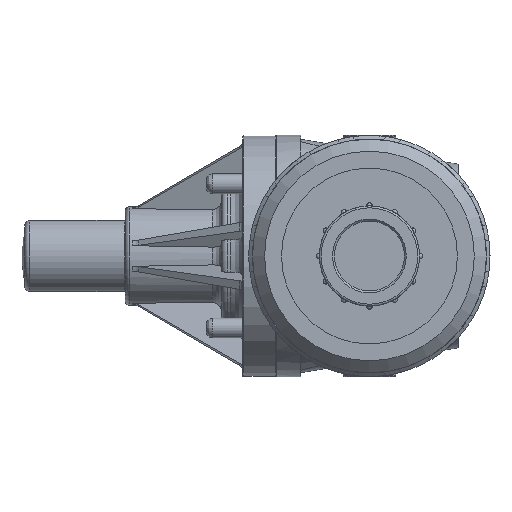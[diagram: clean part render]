
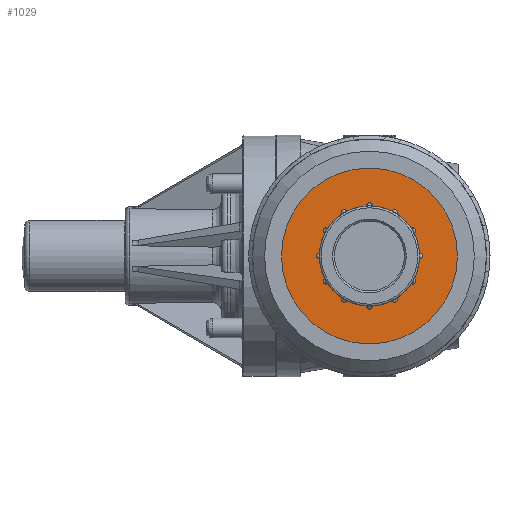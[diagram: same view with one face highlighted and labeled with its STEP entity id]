
A CAD part, left-side view. The second image highlights one B-rep face of the part: STEP entity #1029.
In plain terms, the highlighted planar face has unit normal (-1, 0, 0).
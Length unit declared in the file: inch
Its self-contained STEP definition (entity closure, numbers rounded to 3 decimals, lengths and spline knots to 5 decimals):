
#795=CARTESIAN_POINT('',(-3.5215,2.63436,0.));
#796=DIRECTION('',(-1.0,0.0,0.0));
#797=DIRECTION('',(0.0,0.0,-1.0));
#798=AXIS2_PLACEMENT_3D('',#795,#796,#797);
#799=PLANE('',#798);
#800=CARTESIAN_POINT('',(-3.5215,2.9283,0.));
#801=VERTEX_POINT('',#800);
#802=CARTESIAN_POINT('',(-3.5215,1.4733,0.));
#803=DIRECTION('',(-1.0,0.0,0.0));
#804=DIRECTION('',(0.0,-1.0,0.0));
#805=AXIS2_PLACEMENT_3D('',#802,#803,#804);
#806=CIRCLE('',#805,1.455);
#807=EDGE_CURVE('',#801,#801,#806,.T.);
#808=ORIENTED_EDGE('',*,*,#807,.T.);
#809=EDGE_LOOP('',(#808));
#810=FACE_OUTER_BOUND('',#809,.T.);
#811=CARTESIAN_POINT('',(-3.5215,2.21543,0.37167));
#812=VERTEX_POINT('',#811);
#813=CARTESIAN_POINT('',(-3.5215,2.16624,0.45687));
#814=VERTEX_POINT('',#813);
#815=CARTESIAN_POINT('',(-3.5215,2.1921,0.415));
#816=DIRECTION('',(1.0,0.,0.));
#817=DIRECTION('',(0.,0.866,0.5));
#818=AXIS2_PLACEMENT_3D('',#815,#816,#817);
#819=CIRCLE('',#818,0.04921);
#820=EDGE_CURVE('',#812,#814,#819,.T.);
#821=ORIENTED_EDGE('',*,*,#820,.T.);
#822=CARTESIAN_POINT('',(-3.5215,1.93017,0.69294));
#823=VERTEX_POINT('',#822);
#824=CARTESIAN_POINT('',(-3.5215,1.4733,0.));
#825=DIRECTION('',(-1.0,0.0,0.0));
#826=DIRECTION('',(0.0,1.0,0.0));
#827=AXIS2_PLACEMENT_3D('',#824,#825,#826);
#828=CIRCLE('',#827,0.83);
#829=EDGE_CURVE('',#823,#814,#828,.T.);
#830=ORIENTED_EDGE('',*,*,#829,.F.);
#831=CARTESIAN_POINT('',(-3.5215,1.84497,0.74213));
#832=VERTEX_POINT('',#831);
#833=CARTESIAN_POINT('',(-3.5215,1.8883,0.7188));
#834=DIRECTION('',(1.,0.,0.));
#835=DIRECTION('',(0.,0.5,0.866));
#836=AXIS2_PLACEMENT_3D('',#833,#834,#835);
#837=CIRCLE('',#836,0.04921);
#838=EDGE_CURVE('',#823,#832,#837,.T.);
#839=ORIENTED_EDGE('',*,*,#838,.T.);
#840=CARTESIAN_POINT('',(-3.5215,1.52249,0.82854));
#841=VERTEX_POINT('',#840);
#842=CARTESIAN_POINT('',(-3.5215,1.4733,0.));
#843=DIRECTION('',(-1.0,0.0,0.0));
#844=DIRECTION('',(0.0,1.0,0.0));
#845=AXIS2_PLACEMENT_3D('',#842,#843,#844);
#846=CIRCLE('',#845,0.83);
#847=EDGE_CURVE('',#841,#832,#846,.T.);
#848=ORIENTED_EDGE('',*,*,#847,.F.);
#849=CARTESIAN_POINT('',(-3.5215,1.42411,0.82854));
#850=VERTEX_POINT('',#849);
#851=CARTESIAN_POINT('',(-3.5215,1.4733,0.83));
#852=DIRECTION('',(1.0,0.0,0.0));
#853=DIRECTION('',(0.0,0.0,1.0));
#854=AXIS2_PLACEMENT_3D('',#851,#852,#853);
#855=CIRCLE('',#854,0.04921);
#856=EDGE_CURVE('',#841,#850,#855,.T.);
#857=ORIENTED_EDGE('',*,*,#856,.T.);
#858=CARTESIAN_POINT('',(-3.5215,1.10163,0.74213));
#859=VERTEX_POINT('',#858);
#860=CARTESIAN_POINT('',(-3.5215,1.4733,0.));
#861=DIRECTION('',(-1.0,0.0,0.0));
#862=DIRECTION('',(0.0,1.0,0.0));
#863=AXIS2_PLACEMENT_3D('',#860,#861,#862);
#864=CIRCLE('',#863,0.83);
#865=EDGE_CURVE('',#859,#850,#864,.T.);
#866=ORIENTED_EDGE('',*,*,#865,.F.);
#867=CARTESIAN_POINT('',(-3.5215,1.01643,0.69294));
#868=VERTEX_POINT('',#867);
#869=CARTESIAN_POINT('',(-3.5215,1.0583,0.7188));
#870=DIRECTION('',(1.,0.,0.));
#871=DIRECTION('',(0.,-0.5,0.866));
#872=AXIS2_PLACEMENT_3D('',#869,#870,#871);
#873=CIRCLE('',#872,0.04921);
#874=EDGE_CURVE('',#859,#868,#873,.T.);
#875=ORIENTED_EDGE('',*,*,#874,.T.);
#876=CARTESIAN_POINT('',(-3.5215,0.78036,0.45687));
#877=VERTEX_POINT('',#876);
#878=CARTESIAN_POINT('',(-3.5215,1.4733,0.));
#879=DIRECTION('',(-1.0,0.0,0.0));
#880=DIRECTION('',(0.0,1.0,0.0));
#881=AXIS2_PLACEMENT_3D('',#878,#879,#880);
#882=CIRCLE('',#881,0.83);
#883=EDGE_CURVE('',#877,#868,#882,.T.);
#884=ORIENTED_EDGE('',*,*,#883,.F.);
#885=CARTESIAN_POINT('',(-3.5215,0.73117,0.37167));
#886=VERTEX_POINT('',#885);
#887=CARTESIAN_POINT('',(-3.5215,0.7545,0.415));
#888=DIRECTION('',(1.0,0.,0.));
#889=DIRECTION('',(0.,-0.866,0.5));
#890=AXIS2_PLACEMENT_3D('',#887,#888,#889);
#891=CIRCLE('',#890,0.04921);
#892=EDGE_CURVE('',#877,#886,#891,.T.);
#893=ORIENTED_EDGE('',*,*,#892,.T.);
#894=CARTESIAN_POINT('',(-3.5215,0.64476,0.04919));
#895=VERTEX_POINT('',#894);
#896=CARTESIAN_POINT('',(-3.5215,1.4733,0.));
#897=DIRECTION('',(-1.0,0.0,0.0));
#898=DIRECTION('',(0.0,1.0,0.0));
#899=AXIS2_PLACEMENT_3D('',#896,#897,#898);
#900=CIRCLE('',#899,0.83);
#901=EDGE_CURVE('',#895,#886,#900,.T.);
#902=ORIENTED_EDGE('',*,*,#901,.F.);
#903=CARTESIAN_POINT('',(-3.5215,0.64476,-0.04919));
#904=VERTEX_POINT('',#903);
#905=CARTESIAN_POINT('',(-3.5215,0.6433,0.));
#906=DIRECTION('',(1.0,0.0,0.0));
#907=DIRECTION('',(0.0,-1.0,0.0));
#908=AXIS2_PLACEMENT_3D('',#905,#906,#907);
#909=CIRCLE('',#908,0.04921);
#910=EDGE_CURVE('',#895,#904,#909,.T.);
#911=ORIENTED_EDGE('',*,*,#910,.T.);
#912=CARTESIAN_POINT('',(-3.5215,0.73117,-0.37167));
#913=VERTEX_POINT('',#912);
#914=CARTESIAN_POINT('',(-3.5215,1.4733,0.));
#915=DIRECTION('',(-1.0,0.0,0.0));
#916=DIRECTION('',(0.0,1.0,0.0));
#917=AXIS2_PLACEMENT_3D('',#914,#915,#916);
#918=CIRCLE('',#917,0.83);
#919=EDGE_CURVE('',#913,#904,#918,.T.);
#920=ORIENTED_EDGE('',*,*,#919,.F.);
#921=CARTESIAN_POINT('',(-3.5215,0.78036,-0.45687));
#922=VERTEX_POINT('',#921);
#923=CARTESIAN_POINT('',(-3.5215,0.7545,-0.415));
#924=DIRECTION('',(1.,0.,0.));
#925=DIRECTION('',(0.,-0.866,-0.5));
#926=AXIS2_PLACEMENT_3D('',#923,#924,#925);
#927=CIRCLE('',#926,0.04921);
#928=EDGE_CURVE('',#913,#922,#927,.T.);
#929=ORIENTED_EDGE('',*,*,#928,.T.);
#930=CARTESIAN_POINT('',(-3.5215,1.01643,-0.69294));
#931=VERTEX_POINT('',#930);
#932=CARTESIAN_POINT('',(-3.5215,1.4733,0.));
#933=DIRECTION('',(-1.0,0.0,0.0));
#934=DIRECTION('',(0.0,1.0,0.0));
#935=AXIS2_PLACEMENT_3D('',#932,#933,#934);
#936=CIRCLE('',#935,0.83);
#937=EDGE_CURVE('',#931,#922,#936,.T.);
#938=ORIENTED_EDGE('',*,*,#937,.F.);
#939=CARTESIAN_POINT('',(-3.5215,1.10163,-0.74213));
#940=VERTEX_POINT('',#939);
#941=CARTESIAN_POINT('',(-3.5215,1.0583,-0.7188));
#942=DIRECTION('',(1.0,0.,0.));
#943=DIRECTION('',(0.,-0.5,-0.866));
#944=AXIS2_PLACEMENT_3D('',#941,#942,#943);
#945=CIRCLE('',#944,0.04921);
#946=EDGE_CURVE('',#931,#940,#945,.T.);
#947=ORIENTED_EDGE('',*,*,#946,.T.);
#948=CARTESIAN_POINT('',(-3.5215,1.42411,-0.82854));
#949=VERTEX_POINT('',#948);
#950=CARTESIAN_POINT('',(-3.5215,1.4733,0.));
#951=DIRECTION('',(-1.0,0.0,0.0));
#952=DIRECTION('',(0.0,1.0,0.0));
#953=AXIS2_PLACEMENT_3D('',#950,#951,#952);
#954=CIRCLE('',#953,0.83);
#955=EDGE_CURVE('',#949,#940,#954,.T.);
#956=ORIENTED_EDGE('',*,*,#955,.F.);
#957=CARTESIAN_POINT('',(-3.5215,1.52249,-0.82854));
#958=VERTEX_POINT('',#957);
#959=CARTESIAN_POINT('',(-3.5215,1.4733,-0.83));
#960=DIRECTION('',(1.0,0.0,0.0));
#961=DIRECTION('',(0.0,0.0,-1.0));
#962=AXIS2_PLACEMENT_3D('',#959,#960,#961);
#963=CIRCLE('',#962,0.04921);
#964=EDGE_CURVE('',#949,#958,#963,.T.);
#965=ORIENTED_EDGE('',*,*,#964,.T.);
#966=CARTESIAN_POINT('',(-3.5215,1.84497,-0.74213));
#967=VERTEX_POINT('',#966);
#968=CARTESIAN_POINT('',(-3.5215,1.4733,0.));
#969=DIRECTION('',(-1.0,0.0,0.0));
#970=DIRECTION('',(0.0,1.0,0.0));
#971=AXIS2_PLACEMENT_3D('',#968,#969,#970);
#972=CIRCLE('',#971,0.83);
#973=EDGE_CURVE('',#967,#958,#972,.T.);
#974=ORIENTED_EDGE('',*,*,#973,.F.);
#975=CARTESIAN_POINT('',(-3.5215,1.93017,-0.69294));
#976=VERTEX_POINT('',#975);
#977=CARTESIAN_POINT('',(-3.5215,1.8883,-0.7188));
#978=DIRECTION('',(1.,0.,0.));
#979=DIRECTION('',(0.,0.5,-0.866));
#980=AXIS2_PLACEMENT_3D('',#977,#978,#979);
#981=CIRCLE('',#980,0.04921);
#982=EDGE_CURVE('',#967,#976,#981,.T.);
#983=ORIENTED_EDGE('',*,*,#982,.T.);
#984=CARTESIAN_POINT('',(-3.5215,2.16624,-0.45687));
#985=VERTEX_POINT('',#984);
#986=CARTESIAN_POINT('',(-3.5215,1.4733,0.));
#987=DIRECTION('',(-1.0,0.0,0.0));
#988=DIRECTION('',(0.0,1.0,0.0));
#989=AXIS2_PLACEMENT_3D('',#986,#987,#988);
#990=CIRCLE('',#989,0.83);
#991=EDGE_CURVE('',#985,#976,#990,.T.);
#992=ORIENTED_EDGE('',*,*,#991,.F.);
#993=CARTESIAN_POINT('',(-3.5215,2.21543,-0.37167));
#994=VERTEX_POINT('',#993);
#995=CARTESIAN_POINT('',(-3.5215,2.1921,-0.415));
#996=DIRECTION('',(1.,0.,0.));
#997=DIRECTION('',(0.,0.866,-0.5));
#998=AXIS2_PLACEMENT_3D('',#995,#996,#997);
#999=CIRCLE('',#998,0.04921);
#1000=EDGE_CURVE('',#985,#994,#999,.T.);
#1001=ORIENTED_EDGE('',*,*,#1000,.T.);
#1002=CARTESIAN_POINT('',(-3.5215,2.30184,-0.04919));
#1003=VERTEX_POINT('',#1002);
#1004=CARTESIAN_POINT('',(-3.5215,1.4733,0.));
#1005=DIRECTION('',(-1.0,0.0,0.0));
#1006=DIRECTION('',(0.0,1.0,0.0));
#1007=AXIS2_PLACEMENT_3D('',#1004,#1005,#1006);
#1008=CIRCLE('',#1007,0.83);
#1009=EDGE_CURVE('',#1003,#994,#1008,.T.);
#1010=ORIENTED_EDGE('',*,*,#1009,.F.);
#1011=CARTESIAN_POINT('',(-3.5215,2.30184,0.04919));
#1012=VERTEX_POINT('',#1011);
#1013=CARTESIAN_POINT('',(-3.5215,2.3033,0.));
#1014=DIRECTION('',(1.0,0.0,0.0));
#1015=DIRECTION('',(0.0,1.0,0.0));
#1016=AXIS2_PLACEMENT_3D('',#1013,#1014,#1015);
#1017=CIRCLE('',#1016,0.04921);
#1018=EDGE_CURVE('',#1003,#1012,#1017,.T.);
#1019=ORIENTED_EDGE('',*,*,#1018,.T.);
#1020=CARTESIAN_POINT('',(-3.5215,1.4733,0.));
#1021=DIRECTION('',(-1.0,0.0,0.0));
#1022=DIRECTION('',(0.0,1.0,0.0));
#1023=AXIS2_PLACEMENT_3D('',#1020,#1021,#1022);
#1024=CIRCLE('',#1023,0.83);
#1025=EDGE_CURVE('',#812,#1012,#1024,.T.);
#1026=ORIENTED_EDGE('',*,*,#1025,.F.);
#1027=EDGE_LOOP('',(#821,#830,#839,#848,#857,#866,#875,#884,#893,#902,#911,#920,#929,#938,#947,#956,#965,#974,#983,#992,#1001,#1010,#1019,#1026));
#1028=FACE_BOUND('',#1027,.T.);
#1029=ADVANCED_FACE('',(#810,#1028),#799,.T.);
